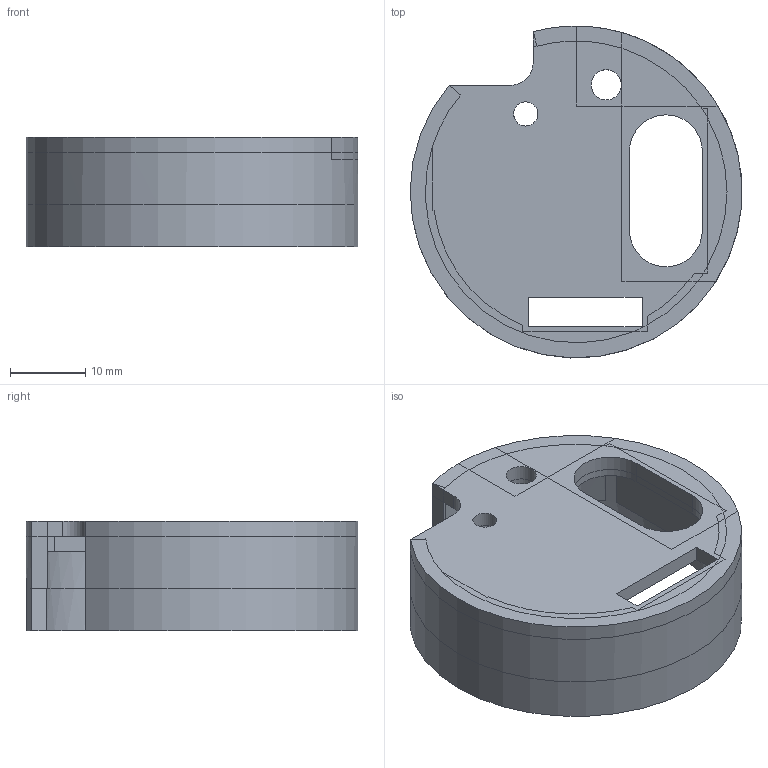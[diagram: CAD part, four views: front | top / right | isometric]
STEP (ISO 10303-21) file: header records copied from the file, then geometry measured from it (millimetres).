
FILE_DESCRIPTION(('FreeCAD Model'),'2;1');
FILE_NAME('case.step','2017-01-01T20:36:38' ,('Author'),(''),'Open CASCADE STEP processor 6.8','FreeCAD','Unknown' );
FILE_SCHEMA(('AUTOMOTIVE_DESIGN_CC2 { 1 2 10303 214 -1 1 5 4 }'));
Length unit declared in the file: millimetre
Products named in the file (2): ASSEMBLY; Fusion
Assembly tree (1 placements, depth 2):
  ASSEMBLY
    Fusion
Bounding box: 43.96 x 43.99 x 14.5 mm (x, y, z)
Volume: 6184.7 mm3; surface area: 6080.5 mm2
Topology: 1 solids, 1 shells, 82 faces, 222 edges, 141 vertices
Faces by surface type: plane 58, cylinder 24
Full cylindrical faces by diameter (mm): 3.2 x1, 4 x2
Entity records: 5540 total; most frequent: CARTESIAN_POINT 1137, DIRECTION 811, LINE 468, VECTOR 468, ORIENTED_EDGE 444, PCURVE 444, DEFINITIONAL_REPRESENTATION 444, EDGE_CURVE 222
